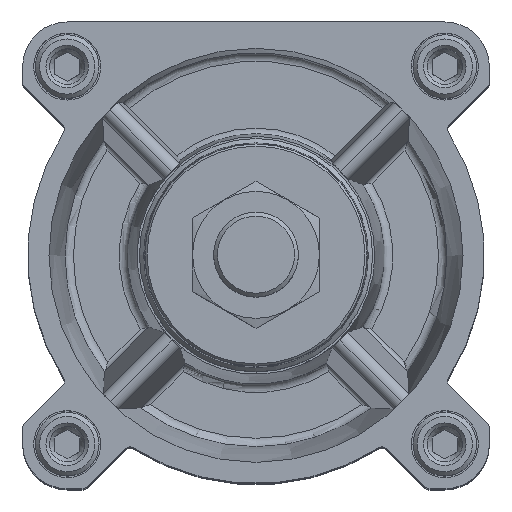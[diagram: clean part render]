
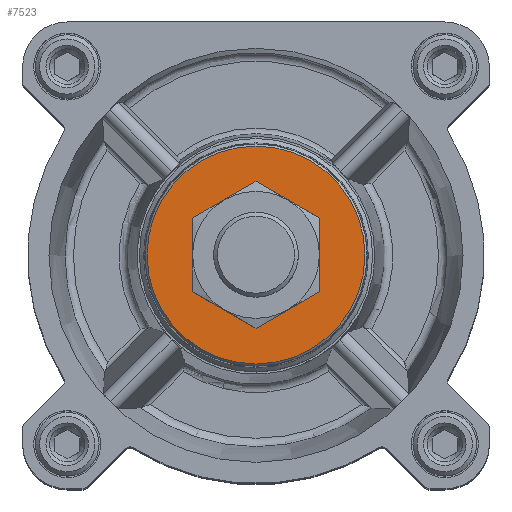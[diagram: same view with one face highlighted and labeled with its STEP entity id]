
A CAD part, top view. The second image highlights one B-rep face of the part: STEP entity #7523.
In plain terms, the highlighted planar face has unit normal (0, 0, 1).
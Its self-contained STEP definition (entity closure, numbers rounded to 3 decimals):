
#785=PLANE('',#8042);
#1034=CIRCLE('',#8043,25.681);
#1035=CIRCLE('',#8044,12.5);
#2005=ORIENTED_EDGE('',*,*,#3062,.F.);
#2006=ORIENTED_EDGE('',*,*,#3063,.T.);
#3062=EDGE_CURVE('',#3663,#3663,#1034,.T.);
#3063=EDGE_CURVE('',#3664,#3664,#1035,.T.);
#3663=VERTEX_POINT('',#11338);
#3664=VERTEX_POINT('',#11340);
#4235=EDGE_LOOP('',(#2005));
#4236=EDGE_LOOP('',(#2006));
#4732=FACE_BOUND('',#4235,.T.);
#4733=FACE_BOUND('',#4236,.T.);
#7523=ADVANCED_FACE('',(#4732,#4733),#785,.F.);
#8042=AXIS2_PLACEMENT_3D('',#11336,#9135,#9136);
#8043=AXIS2_PLACEMENT_3D('',#11337,#9137,#9138);
#8044=AXIS2_PLACEMENT_3D('',#11339,#9139,#9140);
#9135=DIRECTION('',(0.,0.,-1.));
#9136=DIRECTION('',(-1.,0.,0.));
#9137=DIRECTION('',(0.,0.,-1.));
#9138=DIRECTION('',(-1.,0.,0.));
#9139=DIRECTION('',(0.,0.,-1.));
#9140=DIRECTION('',(-1.,0.,0.));
#11336=CARTESIAN_POINT('',(0.,0.,38.));
#11337=CARTESIAN_POINT('',(0.,0.,38.));
#11338=CARTESIAN_POINT('',(-25.681,0.,38.));
#11339=CARTESIAN_POINT('',(0.,0.,38.));
#11340=CARTESIAN_POINT('',(-12.5,0.,38.));
